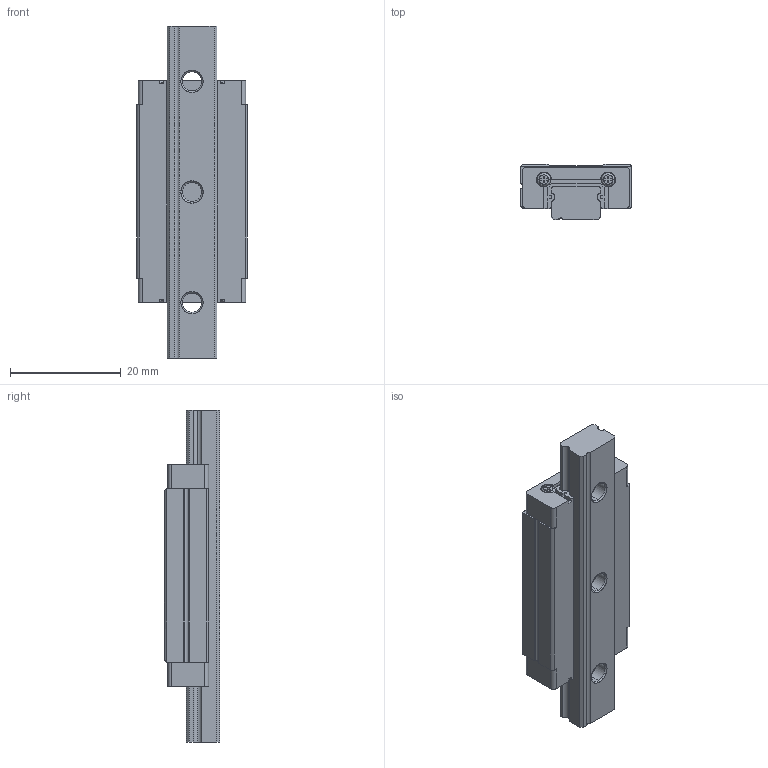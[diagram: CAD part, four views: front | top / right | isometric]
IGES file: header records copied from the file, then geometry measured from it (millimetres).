
Start section: SolidWorks IGES file using analytic representation for surfaces
Global section: file name: C_SM9L_Assy.IGS; native system: SolidWorks 2023; preprocessor: SolidWorks 2023; author: user; date: 241216.180331; units: millimetre
Bounding box: 20 x 10 x 60 mm (x, y, z)
Surface area: 5133.6 mm2 (no closed solid volume)
Topology: 0 solids, 0 shells, 251 faces, 2368 edges, 2360 vertices
Faces by surface type: bspline 155, revolution 96
